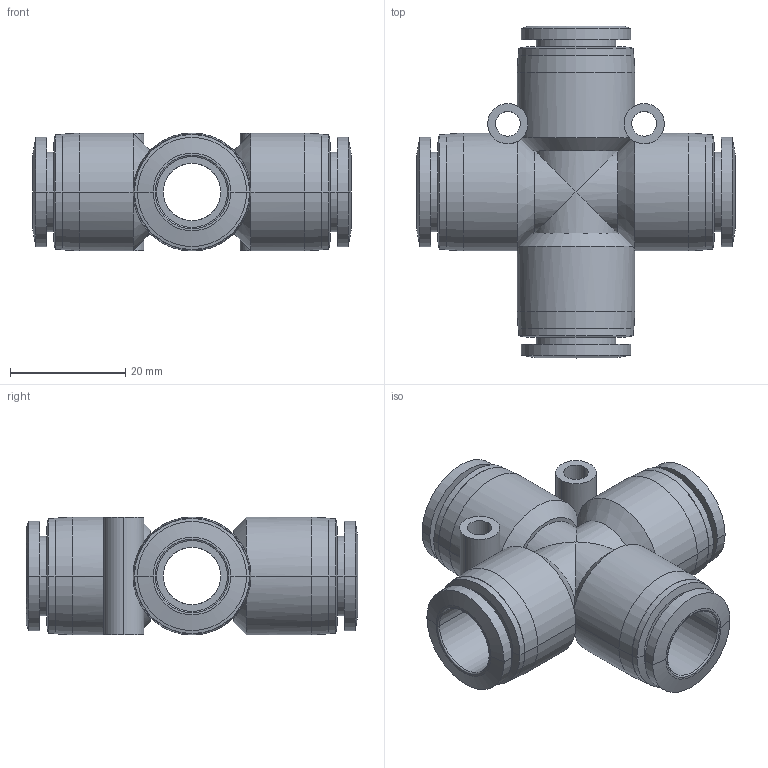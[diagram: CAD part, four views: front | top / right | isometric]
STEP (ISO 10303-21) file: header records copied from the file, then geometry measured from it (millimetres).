
FILE_DESCRIPTION (( 'STEP AP214' ), '1' );
FILE_NAME ('UX12M.STEP', '2019-08-01T17:29:19', ( '' ), ( '' ), 'SwSTEP 2.0', 'SolidWorks 2018', '' );
FILE_SCHEMA (( 'AUTOMOTIVE_DESIGN' ));
Length unit declared in the file: inch
Products named in the file (1): UX12M
Bounding box: 55.3 x 57.7 x 20.5 mm (x, y, z)
Volume: 16939.7 mm3; surface area: 12471.2 mm2
Topology: 1 solids, 1 shells, 132 faces, 302 edges, 186 vertices
Faces by surface type: cylinder 64, cone 32, plane 28, torus 8
Entity records: 4050 total; most frequent: CARTESIAN_POINT 1005, DIRECTION 668, ORIENTED_EDGE 604, EDGE_CURVE 302, AXIS2_PLACEMENT_3D 289, VERTEX_POINT 186, EDGE_LOOP 156, CIRCLE 156
